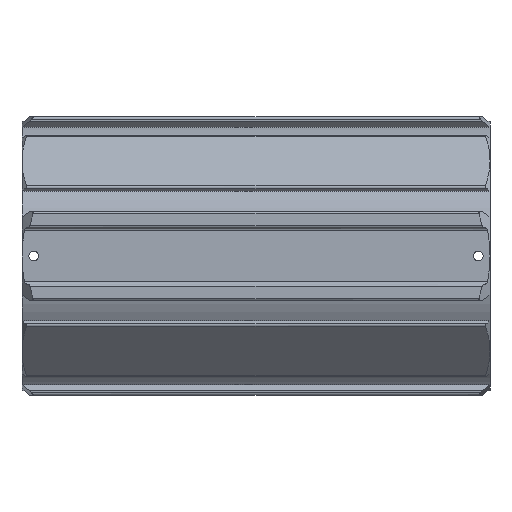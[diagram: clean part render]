
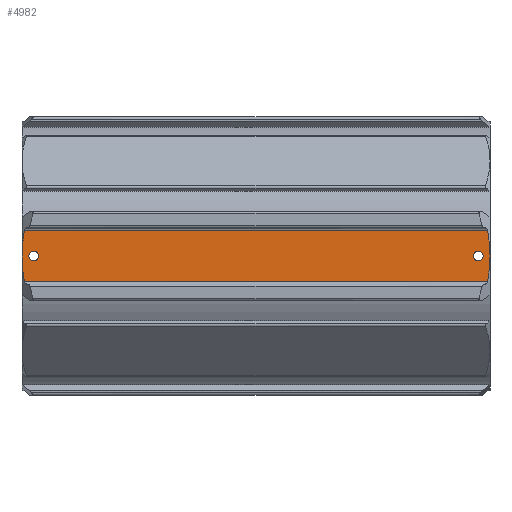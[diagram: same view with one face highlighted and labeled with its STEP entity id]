
A CAD part, left-side view. The second image highlights one B-rep face of the part: STEP entity #4982.
In plain terms, the highlighted planar face has unit normal (-1, 0, 0).
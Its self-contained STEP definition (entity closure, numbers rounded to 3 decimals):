
#17 = DIRECTION ( 'NONE',  ( 0., 0., -1. ) ) ;
#33 = EDGE_CURVE ( 'NONE', #2189, #1130, #2720, .T. ) ;
#110 = CIRCLE ( 'NONE', #5530, 2.05 ) ;
#142 = EDGE_LOOP ( 'NONE', ( #2671, #2395 ) ) ;
#152 = CARTESIAN_POINT ( 'NONE',  ( -57.5, 198.957, -11. ) ) ;
#153 = CARTESIAN_POINT ( 'NONE',  ( -57.5, 1.043, -11. ) ) ;
#164 = EDGE_CURVE ( 'NONE', #5663, #5628, #2499, .T. ) ;
#358 = PLANE ( 'NONE',  #5414 ) ;
#371 = EDGE_LOOP ( 'NONE', ( #3064, #2487 ) ) ;
#372 = VECTOR ( 'NONE', #5870, 1000. ) ;
#461 = AXIS2_PLACEMENT_3D ( 'NONE', #5748, #1313, #2626 ) ;
#599 = CARTESIAN_POINT ( 'NONE',  ( -57.5, 1.043, -11. ) ) ;
#627 = DIRECTION ( 'NONE',  ( 1., 0., 0. ) ) ;
#645 = EDGE_CURVE ( 'NONE', #2189, #4313, #801, .T. ) ;
#704 = FACE_BOUND ( 'NONE', #371, .T. ) ;
#728 = CIRCLE ( 'NONE', #461, 2.05 ) ;
#801 = LINE ( 'NONE', #5842, #372 ) ;
#824 = FACE_OUTER_BOUND ( 'NONE', #4767, .T. ) ;
#859 = ORIENTED_EDGE ( 'NONE', *, *, #2778, .F. ) ;
#942 = CARTESIAN_POINT ( 'NONE',  ( -57.5, 0., -1.831 ) ) ;
#977 = CARTESIAN_POINT ( 'NONE',  ( -57.5, 0.088, -3.671 ) ) ;
#1130 = VERTEX_POINT ( 'NONE', #1202 ) ;
#1174 = CARTESIAN_POINT ( 'NONE',  ( -57.5, 1.043, 11. ) ) ;
#1182 = EDGE_CURVE ( 'NONE', #5742, #4313, #1670, .T. ) ;
#1202 = CARTESIAN_POINT ( 'NONE',  ( -57.5, 0., 0. ) ) ;
#1313 = DIRECTION ( 'NONE',  ( 1., 0., 0. ) ) ;
#1411 = EDGE_CURVE ( 'NONE', #3446, #2195, #4838, .T. ) ;
#1486 = EDGE_CURVE ( 'NONE', #2387, #4472, #5873, .T. ) ;
#1498 = CARTESIAN_POINT ( 'NONE',  ( -57.5, 195., 0. ) ) ;
#1545 = ORIENTED_EDGE ( 'NONE', *, *, #1182, .F. ) ;
#1670 = B_SPLINE_CURVE_WITH_KNOTS ( 'NONE', 3,
 ( #2434, #3779, #5106, #2845, #2464, #4275 ),
 .UNSPECIFIED., .F., .F.,
 ( 4, 2, 4 ),
 ( 0.068, 0.073, 0.079 ),
 .UNSPECIFIED. ) ;
#1685 = DIRECTION ( 'NONE',  ( -1., 0., 0. ) ) ;
#1731 = ORIENTED_EDGE ( 'NONE', *, *, #3778, .F. ) ;
#1859 = CARTESIAN_POINT ( 'NONE',  ( -57.5, 0.441, -7.37 ) ) ;
#1929 = DIRECTION ( 'NONE',  ( 0., 0., -1. ) ) ;
#1985 = AXIS2_PLACEMENT_3D ( 'NONE', #5672, #1685, #17 ) ;
#2021 = CARTESIAN_POINT ( 'NONE',  ( -57.5, 5., -2.05 ) ) ;
#2189 = VERTEX_POINT ( 'NONE', #1174 ) ;
#2195 = VERTEX_POINT ( 'NONE', #2021 ) ;
#2332 = CARTESIAN_POINT ( 'NONE',  ( -57.5, 200., -3.703 ) ) ;
#2342 = CARTESIAN_POINT ( 'NONE',  ( -57.5, 198.957, -11. ) ) ;
#2387 = VERTEX_POINT ( 'NONE', #4542 ) ;
#2395 = ORIENTED_EDGE ( 'NONE', *, *, #1486, .F. ) ;
#2423 = EDGE_CURVE ( 'NONE', #4472, #2387, #110, .T. ) ;
#2434 = CARTESIAN_POINT ( 'NONE',  ( -57.5, 200., 0. ) ) ;
#2464 = CARTESIAN_POINT ( 'NONE',  ( -57.5, 199.296, 9.196 ) ) ;
#2487 = ORIENTED_EDGE ( 'NONE', *, *, #1411, .T. ) ;
#2499 = LINE ( 'NONE', #5709, #2790 ) ;
#2626 = DIRECTION ( 'NONE',  ( 0., 0., -1. ) ) ;
#2671 = ORIENTED_EDGE ( 'NONE', *, *, #2423, .F. ) ;
#2720 = B_SPLINE_CURVE_WITH_KNOTS ( 'NONE', 3,
 ( #4224, #2800, #4161, #4641 ),
 .UNSPECIFIED., .F., .F.,
 ( 4, 4 ),
 ( 0.057, 0.068 ),
 .UNSPECIFIED. ) ;
#2778 = EDGE_CURVE ( 'NONE', #5663, #5742, #4411, .T. ) ;
#2790 = VECTOR ( 'NONE', #4307, 1000. ) ;
#2800 = CARTESIAN_POINT ( 'NONE',  ( -57.5, 0.36, 7.369 ) ) ;
#2845 = CARTESIAN_POINT ( 'NONE',  ( -57.5, 199.559, 7.37 ) ) ;
#3064 = ORIENTED_EDGE ( 'NONE', *, *, #5169, .T. ) ;
#3181 = ORIENTED_EDGE ( 'NONE', *, *, #33, .F. ) ;
#3198 = CARTESIAN_POINT ( 'NONE',  ( -57.5, 5., 2.05 ) ) ;
#3310 = CARTESIAN_POINT ( 'NONE',  ( -57.5, 0., 0. ) ) ;
#3446 = VERTEX_POINT ( 'NONE', #3198 ) ;
#3570 = ORIENTED_EDGE ( 'NONE', *, *, #164, .T. ) ;
#3672 = CARTESIAN_POINT ( 'NONE',  ( -57.5, 0.704, -9.196 ) ) ;
#3740 = DIRECTION ( 'NONE',  ( -1., 0., 0. ) ) ;
#3778 = EDGE_CURVE ( 'NONE', #1130, #5628, #3968, .T. ) ;
#3779 = CARTESIAN_POINT ( 'NONE',  ( -57.5, 200., 1.831 ) ) ;
#3968 = B_SPLINE_CURVE_WITH_KNOTS ( 'NONE', 3,
 ( #3310, #942, #977, #1859, #3672, #153 ),
 .UNSPECIFIED., .F., .F.,
 ( 4, 2, 4 ),
 ( 0.068, 0.073, 0.079 ),
 .UNSPECIFIED. ) ;
#4161 = CARTESIAN_POINT ( 'NONE',  ( -57.5, 0., 3.703 ) ) ;
#4172 = CARTESIAN_POINT ( 'NONE',  ( -57.5, 199.64, -7.369 ) ) ;
#4224 = CARTESIAN_POINT ( 'NONE',  ( -57.5, 1.043, 11. ) ) ;
#4275 = CARTESIAN_POINT ( 'NONE',  ( -57.5, 198.957, 11. ) ) ;
#4307 = DIRECTION ( 'NONE',  ( 0., -1., 0. ) ) ;
#4313 = VERTEX_POINT ( 'NONE', #5767 ) ;
#4411 = B_SPLINE_CURVE_WITH_KNOTS ( 'NONE', 3,
 ( #152, #4172, #2332, #5063 ),
 .UNSPECIFIED., .F., .F.,
 ( 4, 4 ),
 ( 0.057, 0.068 ),
 .UNSPECIFIED. ) ;
#4472 = VERTEX_POINT ( 'NONE', #5051 ) ;
#4529 = DIRECTION ( 'NONE',  ( 0., 0., -1. ) ) ;
#4542 = CARTESIAN_POINT ( 'NONE',  ( -57.5, 195., 2.05 ) ) ;
#4641 = CARTESIAN_POINT ( 'NONE',  ( -57.5, 0., 0. ) ) ;
#4767 = EDGE_LOOP ( 'NONE', ( #4979, #1545, #859, #3570, #1731, #3181 ) ) ;
#4838 = CIRCLE ( 'NONE', #5117, 2.05 ) ;
#4891 = DIRECTION ( 'NONE',  ( 1., 0., 0. ) ) ;
#4979 = ORIENTED_EDGE ( 'NONE', *, *, #645, .T. ) ;
#4981 = CARTESIAN_POINT ( 'NONE',  ( -57.5, 0., -12. ) ) ;
#4982 = ADVANCED_FACE ( 'NONE', ( #704, #824, #5331 ), #358, .F. ) ;
#5051 = CARTESIAN_POINT ( 'NONE',  ( -57.5, 195., -2.05 ) ) ;
#5063 = CARTESIAN_POINT ( 'NONE',  ( -57.5, 200., 0. ) ) ;
#5106 = CARTESIAN_POINT ( 'NONE',  ( -57.5, 199.912, 3.671 ) ) ;
#5117 = AXIS2_PLACEMENT_3D ( 'NONE', #5644, #627, #5612 ) ;
#5169 = EDGE_CURVE ( 'NONE', #2195, #3446, #728, .T. ) ;
#5244 = CARTESIAN_POINT ( 'NONE',  ( -57.5, 200., 0. ) ) ;
#5331 = FACE_BOUND ( 'NONE', #142, .T. ) ;
#5414 = AXIS2_PLACEMENT_3D ( 'NONE', #4981, #4891, #4529 ) ;
#5530 = AXIS2_PLACEMENT_3D ( 'NONE', #1498, #3740, #1929 ) ;
#5612 = DIRECTION ( 'NONE',  ( 0., 0., -1. ) ) ;
#5628 = VERTEX_POINT ( 'NONE', #599 ) ;
#5644 = CARTESIAN_POINT ( 'NONE',  ( -57.5, 5., 0. ) ) ;
#5663 = VERTEX_POINT ( 'NONE', #2342 ) ;
#5672 = CARTESIAN_POINT ( 'NONE',  ( -57.5, 195., 0. ) ) ;
#5709 = CARTESIAN_POINT ( 'NONE',  ( -57.5, 0., -11. ) ) ;
#5742 = VERTEX_POINT ( 'NONE', #5244 ) ;
#5748 = CARTESIAN_POINT ( 'NONE',  ( -57.5, 5., 0. ) ) ;
#5767 = CARTESIAN_POINT ( 'NONE',  ( -57.5, 198.957, 11. ) ) ;
#5842 = CARTESIAN_POINT ( 'NONE',  ( -57.5, 250., 11. ) ) ;
#5870 = DIRECTION ( 'NONE',  ( 0., 1., 0. ) ) ;
#5873 = CIRCLE ( 'NONE', #1985, 2.05 ) ;
